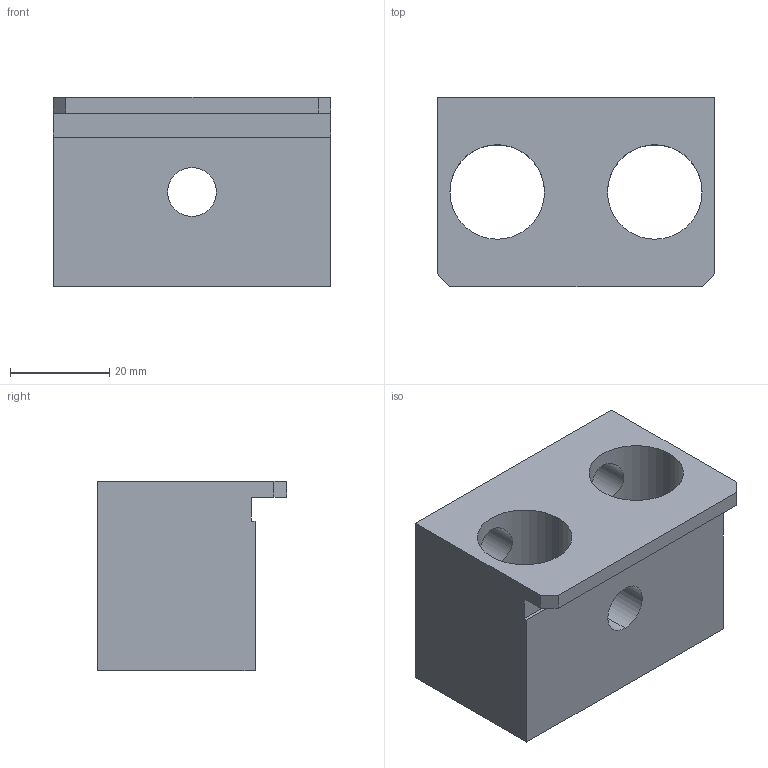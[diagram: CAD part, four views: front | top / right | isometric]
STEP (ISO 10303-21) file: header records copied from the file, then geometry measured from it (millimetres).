
FILE_DESCRIPTION (( 'STEP AP214' ), '1' );
FILE_NAME ('04-1140 & 04-1145.STEP', '2024-08-27T20:39:10', ( '' ), ( '' ), 'SwSTEP 2.0', 'SolidWorks 2022', '' );
FILE_SCHEMA (( 'AUTOMOTIVE_DESIGN' ));
Length unit declared in the file: inch
Products named in the file (1): 04-1140 & 04-1145
Bounding box: 55.88 x 38.1 x 38.1 mm (x, y, z)
Volume: 40397.1 mm3; surface area: 16097.7 mm2
Topology: 1 solids, 1 shells, 29 faces, 78 edges, 52 vertices
Faces by surface type: cylinder 16, plane 13
Entity records: 1260 total; most frequent: CARTESIAN_POINT 452, ORIENTED_EDGE 156, DIRECTION 154, EDGE_CURVE 78, AXIS2_PLACEMENT_3D 54, VERTEX_POINT 52, LINE 46, VECTOR 46
